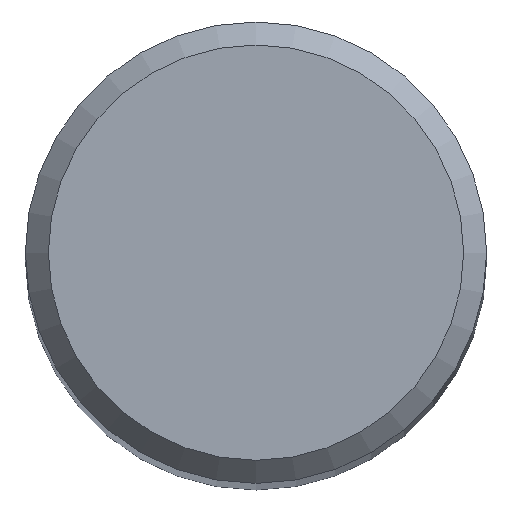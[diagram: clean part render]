
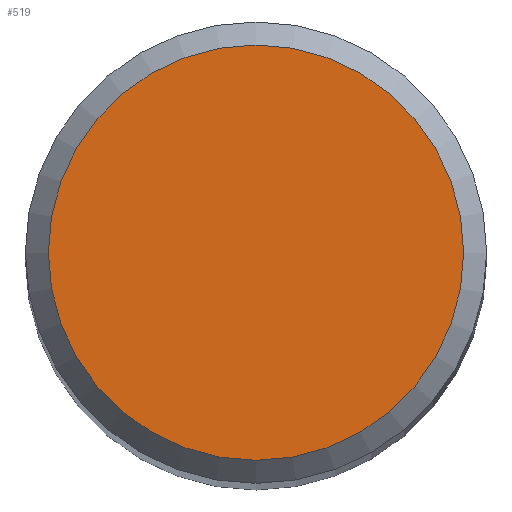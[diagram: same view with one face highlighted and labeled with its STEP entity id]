
A CAD part, top view. The second image highlights one B-rep face of the part: STEP entity #519.
In plain terms, the highlighted planar face has unit normal (0, 0, 1).
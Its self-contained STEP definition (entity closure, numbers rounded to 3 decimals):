
#479 = VERTEX_POINT('', #480);
#480 = CARTESIAN_POINT('', (-1.8, 0., 0.));
#486 = EDGE_CURVE('', #479, #479, #487, .T.);
#487 = CIRCLE('', #488, 1.8);
#488 = AXIS2_PLACEMENT_3D('', #489, #490, #491);
#489 = CARTESIAN_POINT('', (0., 0., 0.));
#490 = DIRECTION('', (0., 0., -1.));
#491 = DIRECTION('', (-1., 0., 0.));
#519 = ADVANCED_FACE('', (#520), #523, .T.);
#520 = FACE_OUTER_BOUND('', #521, .T.);
#521 = EDGE_LOOP('', (#522));
#522 = ORIENTED_EDGE('', *, *, #486, .F.);
#523 = PLANE('', #524);
#524 = AXIS2_PLACEMENT_3D('', #525, #526, #527);
#525 = CARTESIAN_POINT('', (2.8, -2.8, 0.));
#526 = DIRECTION('', (0., 0., 1.));
#527 = DIRECTION('', (0., 1., 0.));
